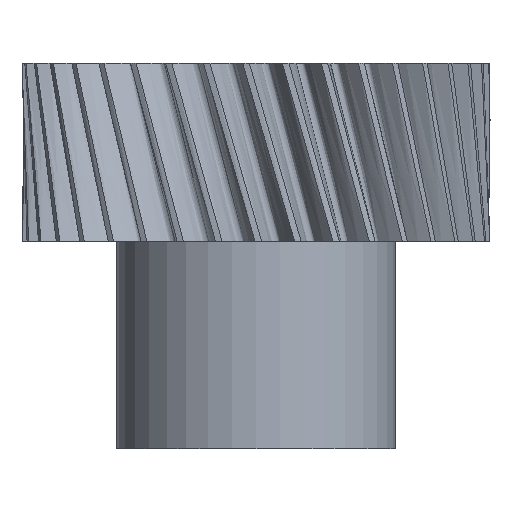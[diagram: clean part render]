
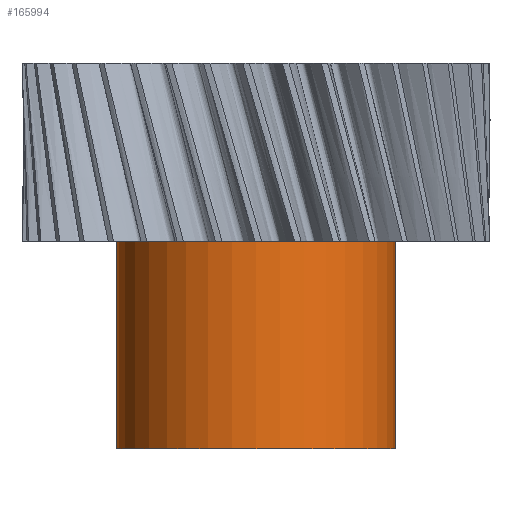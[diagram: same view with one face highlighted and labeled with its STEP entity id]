
A CAD part, front view. The second image highlights one B-rep face of the part: STEP entity #165994.
In plain terms, the highlighted cylindrical face has radius 6.35 mm (diameter 12.7 mm), a partial arc.
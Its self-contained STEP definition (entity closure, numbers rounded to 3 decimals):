
#2891 = EDGE_LOOP ( 'NONE', ( #30673, #30676, #30679, #30682 ) ) ;
#4320 = VERTEX_POINT ( 'NONE', #19595 ) ;
#19485 = CARTESIAN_POINT ( 'NONE',  ( -6.35, 0., -4.065 ) ) ;
#19486 = CARTESIAN_POINT ( 'NONE',  ( 6.35, 0., -4.065 ) ) ;
#19595 = CARTESIAN_POINT ( 'NONE',  ( 6.35, 0., -13.535 ) ) ;
#30673 = ORIENTED_EDGE ( 'NONE', *, *, #120121, .F. ) ;
#30676 = ORIENTED_EDGE ( 'NONE', *, *, #128069, .F. ) ;
#30679 = ORIENTED_EDGE ( 'NONE', *, *, #120118, .T. ) ;
#30682 = ORIENTED_EDGE ( 'NONE', *, *, #149123, .T. ) ;
#30952 = LINE ( 'NONE', #172325, #30976 ) ;
#30962 = LINE ( 'NONE', #172308, #30968 ) ;
#30968 = VECTOR ( 'NONE', #172311, 1000. ) ;
#30976 = VECTOR ( 'NONE', #172334, 1000. ) ;
#43285 = CARTESIAN_POINT ( 'NONE',  ( -6.35, 0., -13.535 ) ) ;
#43672 = CARTESIAN_POINT ( 'NONE',  ( 0., 0., -13.535 ) ) ;
#43675 = DIRECTION ( 'NONE',  ( 0., 0., -1. ) ) ;
#43678 = DIRECTION ( 'NONE',  ( -1., 0., 0. ) ) ;
#44347 = CARTESIAN_POINT ( 'NONE',  ( 0., 0., -4.065 ) ) ;
#44349 = DIRECTION ( 'NONE',  ( 0., 0., -1. ) ) ;
#44351 = DIRECTION ( 'NONE',  ( 1., 0., 0. ) ) ;
#54184 = CIRCLE ( 'NONE', #170089, 6.35 ) ;
#54194 = CIRCLE ( 'NONE', #170125, 6.35 ) ;
#54409 = FACE_OUTER_BOUND ( 'NONE', #2891, .T. ) ;
#54421 = CYLINDRICAL_SURFACE ( 'NONE', #148740, 6.35 ) ;
#71769 = VERTEX_POINT ( 'NONE', #19486 ) ;
#71770 = VERTEX_POINT ( 'NONE', #19485 ) ;
#120118 = EDGE_CURVE ( 'NONE', #4320, #71769, #30962, .T. ) ;
#120121 = EDGE_CURVE ( 'NONE', #127305, #71770, #30952, .T. ) ;
#127305 = VERTEX_POINT ( 'NONE', #43285 ) ;
#128069 = EDGE_CURVE ( 'NONE', #4320, #127305, #54184, .T. ) ;
#137314 = DIRECTION ( 'NONE',  ( 0., 0., 1. ) ) ;
#137322 = DIRECTION ( 'NONE',  ( 1., 0., 0. ) ) ;
#137328 = CARTESIAN_POINT ( 'NONE',  ( 0., 0., -13.535 ) ) ;
#148740 = AXIS2_PLACEMENT_3D ( 'NONE', #137328, #137314, #137322 ) ;
#149123 = EDGE_CURVE ( 'NONE', #71769, #71770, #54194, .T. ) ;
#165994 = ADVANCED_FACE ( 'NONE', ( #54409 ), #54421, .T. ) ;
#170089 = AXIS2_PLACEMENT_3D ( 'NONE', #43672, #43675, #43678 ) ;
#170125 = AXIS2_PLACEMENT_3D ( 'NONE', #44347, #44349, #44351 ) ;
#172308 = CARTESIAN_POINT ( 'NONE',  ( 6.35, 0., -13.535 ) ) ;
#172311 = DIRECTION ( 'NONE',  ( 0., 0., 1. ) ) ;
#172325 = CARTESIAN_POINT ( 'NONE',  ( -6.35, 0., -13.535 ) ) ;
#172334 = DIRECTION ( 'NONE',  ( 0., 0., 1. ) ) ;
